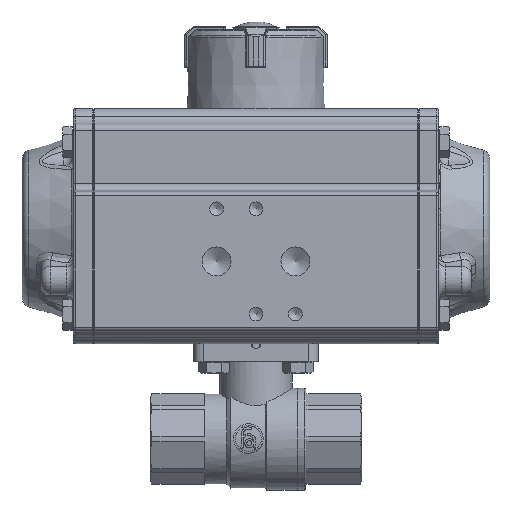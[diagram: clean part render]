
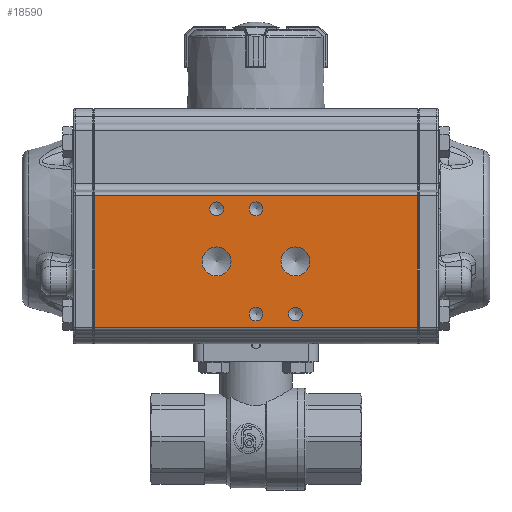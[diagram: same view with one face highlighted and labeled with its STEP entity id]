
A CAD part, front view. The second image highlights one B-rep face of the part: STEP entity #18590.
In plain terms, the highlighted face is planar.
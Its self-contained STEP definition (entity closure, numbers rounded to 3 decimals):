
#882=LINE('',#31173,#1876);
#883=LINE('',#31177,#1877);
#884=LINE('',#31179,#1878);
#885=LINE('',#31181,#1879);
#1876=VECTOR('',#23420,1000.);
#1877=VECTOR('',#23425,1000.);
#1878=VECTOR('',#23426,1000.);
#1879=VECTOR('',#23427,1000.);
#3123=PLANE('',#20216);
#5222=ORIENTED_EDGE('',*,*,#9322,.F.);
#5223=ORIENTED_EDGE('',*,*,#9324,.T.);
#5224=ORIENTED_EDGE('',*,*,#9325,.T.);
#5225=ORIENTED_EDGE('',*,*,#9326,.T.);
#5226=ORIENTED_EDGE('',*,*,#9030,.F.);
#5227=ORIENTED_EDGE('',*,*,#9028,.F.);
#5228=ORIENTED_EDGE('',*,*,#9026,.F.);
#5229=ORIENTED_EDGE('',*,*,#9024,.F.);
#5230=ORIENTED_EDGE('',*,*,#9022,.F.);
#5231=ORIENTED_EDGE('',*,*,#9020,.F.);
#9020=EDGE_CURVE('',#11279,#11279,#12643,.T.);
#9022=EDGE_CURVE('',#11282,#11282,#12645,.T.);
#9024=EDGE_CURVE('',#11285,#11285,#12647,.T.);
#9026=EDGE_CURVE('',#11288,#11288,#12649,.T.);
#9028=EDGE_CURVE('',#11291,#11291,#12651,.T.);
#9030=EDGE_CURVE('',#11294,#11294,#12653,.T.);
#9322=EDGE_CURVE('',#11532,#11533,#882,.T.);
#9324=EDGE_CURVE('',#11532,#11534,#883,.T.);
#9325=EDGE_CURVE('',#11534,#11535,#884,.T.);
#9326=EDGE_CURVE('',#11535,#11533,#885,.T.);
#11279=VERTEX_POINT('',#30082);
#11282=VERTEX_POINT('',#30089);
#11285=VERTEX_POINT('',#30096);
#11288=VERTEX_POINT('',#30103);
#11291=VERTEX_POINT('',#30110);
#11294=VERTEX_POINT('',#30117);
#11532=VERTEX_POINT('',#31172);
#11533=VERTEX_POINT('',#31174);
#11534=VERTEX_POINT('',#31178);
#11535=VERTEX_POINT('',#31180);
#12643=CIRCLE('',#19966,4.4);
#12645=CIRCLE('',#19970,4.4);
#12647=CIRCLE('',#19974,2.1);
#12649=CIRCLE('',#19978,2.1);
#12651=CIRCLE('',#19982,2.1);
#12653=CIRCLE('',#19986,2.1);
#13895=EDGE_LOOP('',(#5222,#5223,#5224,#5225));
#13896=EDGE_LOOP('',(#5226));
#13897=EDGE_LOOP('',(#5227));
#13898=EDGE_LOOP('',(#5228));
#13899=EDGE_LOOP('',(#5229));
#13900=EDGE_LOOP('',(#5230));
#13901=EDGE_LOOP('',(#5231));
#15288=FACE_BOUND('',#13895,.T.);
#15289=FACE_BOUND('',#13896,.T.);
#15290=FACE_BOUND('',#13897,.T.);
#15291=FACE_BOUND('',#13898,.T.);
#15292=FACE_BOUND('',#13899,.T.);
#15293=FACE_BOUND('',#13900,.T.);
#15294=FACE_BOUND('',#13901,.T.);
#18590=ADVANCED_FACE('',(#15288,#15289,#15290,#15291,#15292,#15293,#15294),
#3123,.F.);
#19966=AXIS2_PLACEMENT_3D('',#30081,#22823,#22824);
#19970=AXIS2_PLACEMENT_3D('',#30088,#22831,#22832);
#19974=AXIS2_PLACEMENT_3D('',#30095,#22839,#22840);
#19978=AXIS2_PLACEMENT_3D('',#30102,#22847,#22848);
#19982=AXIS2_PLACEMENT_3D('',#30109,#22855,#22856);
#19986=AXIS2_PLACEMENT_3D('',#30116,#22863,#22864);
#20216=AXIS2_PLACEMENT_3D('',#31176,#23423,#23424);
#22823=DIRECTION('',(-1.,0.,0.));
#22824=DIRECTION('',(0.,0.,1.));
#22831=DIRECTION('',(-1.,0.,0.));
#22832=DIRECTION('',(0.,0.,1.));
#22839=DIRECTION('',(-1.,0.,0.));
#22840=DIRECTION('',(0.,0.,1.));
#22847=DIRECTION('',(-1.,0.,0.));
#22848=DIRECTION('',(0.,0.,1.));
#22855=DIRECTION('',(-1.,0.,0.));
#22856=DIRECTION('',(0.,0.,1.));
#22863=DIRECTION('',(-1.,0.,0.));
#22864=DIRECTION('',(0.,0.,1.));
#23420=DIRECTION('',(0.,0.,-1.));
#23423=DIRECTION('',(1.,0.,0.));
#23424=DIRECTION('',(0.,1.,0.));
#23425=DIRECTION('',(0.,1.,0.));
#23426=DIRECTION('',(0.,0.,-1.));
#23427=DIRECTION('',(0.,-1.,0.));
#30081=CARTESIAN_POINT('',(-42.,-10.,12.));
#30082=CARTESIAN_POINT('',(-42.,-10.,16.4));
#30088=CARTESIAN_POINT('',(-42.,-10.,-12.));
#30089=CARTESIAN_POINT('',(-42.,-10.,-7.6));
#30095=CARTESIAN_POINT('',(-42.,6.,0.));
#30096=CARTESIAN_POINT('',(-42.,6.,2.1));
#30102=CARTESIAN_POINT('',(-42.,-26.,0.));
#30103=CARTESIAN_POINT('',(-42.,-26.,2.1));
#30109=CARTESIAN_POINT('',(-42.,6.,-12.));
#30110=CARTESIAN_POINT('',(-42.,6.,-9.9));
#30116=CARTESIAN_POINT('',(-42.,-26.,12.));
#30117=CARTESIAN_POINT('',(-42.,-26.,14.1));
#31172=CARTESIAN_POINT('',(-42.,-30.05,49.2));
#31173=CARTESIAN_POINT('',(-42.,-30.05,49.5));
#31174=CARTESIAN_POINT('',(-42.,-30.05,-49.2));
#31176=CARTESIAN_POINT('',(-42.,10.062,49.5));
#31177=CARTESIAN_POINT('',(-42.,10.062,49.2));
#31178=CARTESIAN_POINT('',(-42.,10.062,49.2));
#31179=CARTESIAN_POINT('',(-42.,10.062,49.5));
#31180=CARTESIAN_POINT('',(-42.,10.062,-49.2));
#31181=CARTESIAN_POINT('',(-42.,10.062,-49.2));
